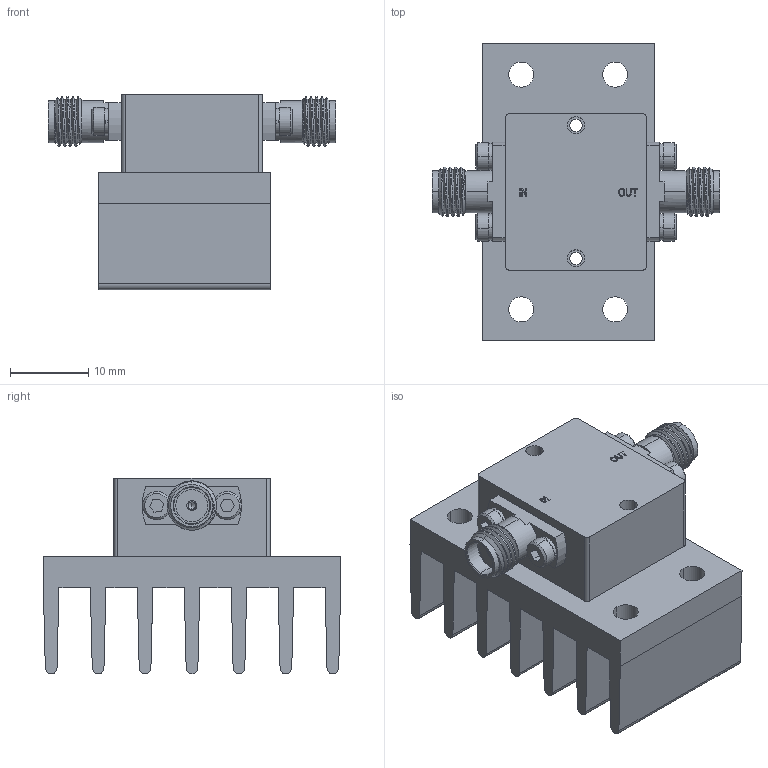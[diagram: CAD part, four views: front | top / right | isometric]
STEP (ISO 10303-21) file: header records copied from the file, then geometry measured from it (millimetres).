
FILE_DESCRIPTION (( 'STEP AP214' ), '1' );
FILE_NAME ('FMLM2019_3D.step', '2025-04-09T15:13:32', ( '' ), ( '' ), 'SwSTEP 2.0', 'SolidWorks 2022', '' );
FILE_SCHEMA (( 'AUTOMOTIVE_DESIGN' ));
Length unit declared in the file: millimetre
Products named in the file (1): FMLM2019_3D
Bounding box: 36.72 x 38 x 25 mm (x, y, z)
Volume: 9688 mm3; surface area: 9171 mm2
Topology: 2 solids, 13 shells, 1058 faces, 2633 edges, 1705 vertices
Faces by surface type: plane 502, cylinder 398, bspline 79, cone 55, torus 16, sphere 8
Entity records: 37166 total; most frequent: CARTESIAN_POINT 11953, ORIENTED_EDGE 5194, DIRECTION 5172, EDGE_CURVE 2597, AXIS2_PLACEMENT_3D 1846, VERTEX_POINT 1701, LINE 1480, VECTOR 1480
